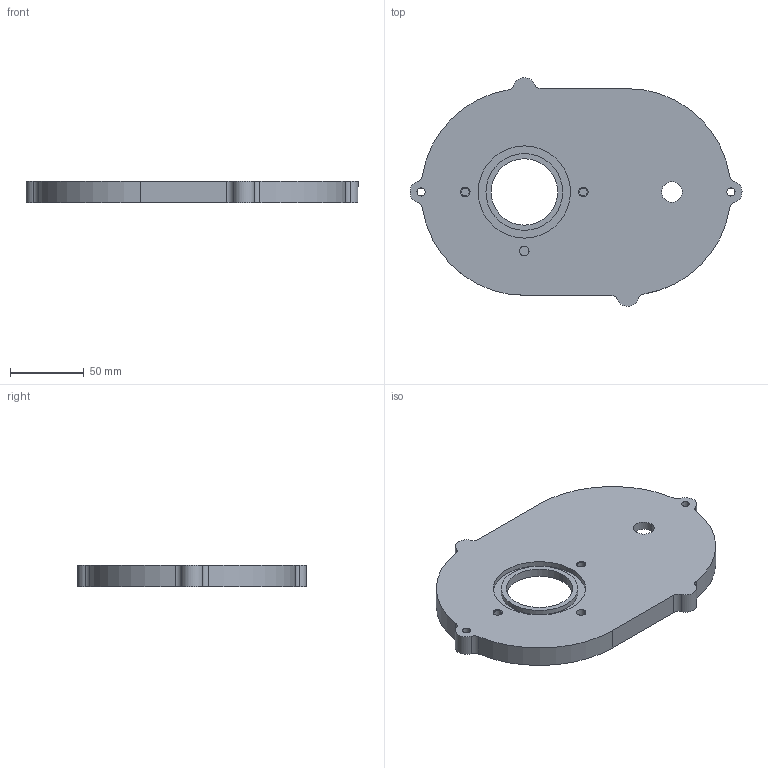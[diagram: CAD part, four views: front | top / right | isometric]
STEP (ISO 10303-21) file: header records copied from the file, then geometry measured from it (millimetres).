
FILE_DESCRIPTION((''),'2;1');
FILE_NAME('HOUSING_TOP','2025-04-16T12:27:00',('Constantin Schempp'),(''),'CREO PARAMETRIC BY PTC INC, 2024063','CREO PARAMETRIC BY PTC INC, 2024063','');
FILE_SCHEMA(('CONFIG_CONTROL_DESIGN'));
Length unit declared in the file: millimetre
Products named in the file (1): HOUSING_TOP
Bounding box: 224.95 x 154.99 x 14.5 mm (x, y, z)
Volume: 171737.3 mm3; surface area: 65254.1 mm2
Topology: 1 solids, 1 shells, 81 faces, 272 edges, 224 vertices
Faces by surface type: cylinder 52, plane 17, cone 12
Entity records: 2985 total; most frequent: DIRECTION 602, CARTESIAN_POINT 478, ORIENTED_EDGE 384, AXIS2_PLACEMENT_3D 248, EDGE_CURVE 192, CIRCLE 166, VERTEX_POINT 124, VECTOR 106
